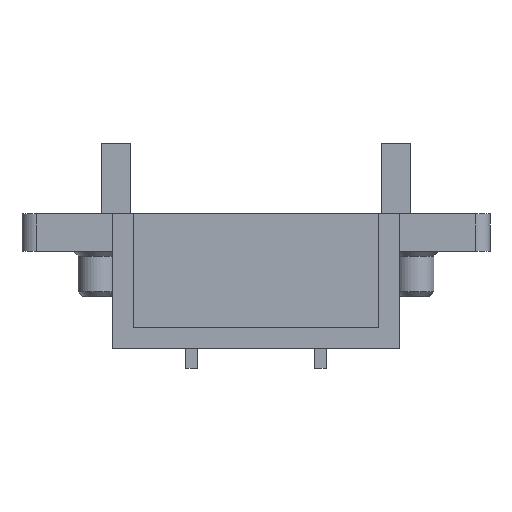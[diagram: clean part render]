
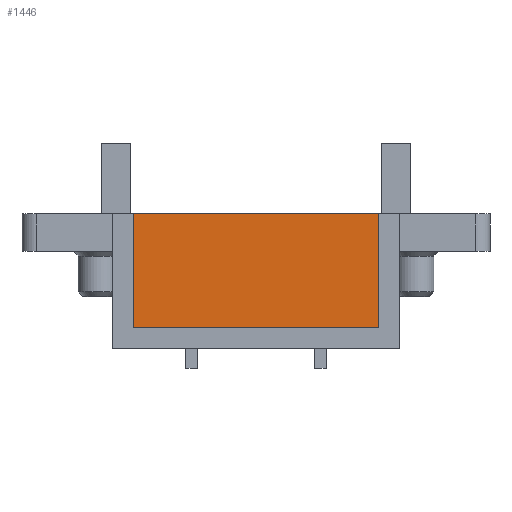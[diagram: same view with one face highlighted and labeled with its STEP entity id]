
A CAD part, front view. The second image highlights one B-rep face of the part: STEP entity #1446.
In plain terms, the highlighted planar face has unit normal (0, -1, 0).
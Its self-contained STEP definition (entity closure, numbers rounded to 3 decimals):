
#54=PLANE('',#1571);
#138=FACE_OUTER_BOUND('',#233,.T.);
#233=EDGE_LOOP('',(#1100,#1101,#1102,#1103));
#339=LINE('',#2198,#489);
#341=LINE('',#2212,#491);
#344=LINE('',#2218,#494);
#345=LINE('',#2219,#495);
#489=VECTOR('',#1775,10.);
#491=VECTOR('',#1789,10.);
#494=VECTOR('',#1794,10.);
#495=VECTOR('',#1795,10.);
#709=VERTEX_POINT('',#2195);
#710=VERTEX_POINT('',#2197);
#716=VERTEX_POINT('',#2211);
#718=VERTEX_POINT('',#2217);
#855=EDGE_CURVE('',#710,#709,#339,.T.);
#862=EDGE_CURVE('',#716,#710,#341,.T.);
#865=EDGE_CURVE('',#718,#709,#344,.T.);
#866=EDGE_CURVE('',#716,#718,#345,.T.);
#1100=ORIENTED_EDGE('',*,*,#855,.T.);
#1101=ORIENTED_EDGE('',*,*,#865,.F.);
#1102=ORIENTED_EDGE('',*,*,#866,.F.);
#1103=ORIENTED_EDGE('',*,*,#862,.T.);
#1446=ADVANCED_FACE('',(#138),#54,.F.);
#1571=AXIS2_PLACEMENT_3D('',#2216,#1792,#1793);
#1775=DIRECTION('',(1.,0.,0.));
#1789=DIRECTION('',(0.,0.,-1.));
#1792=DIRECTION('center_axis',(0.,1.,0.));
#1793=DIRECTION('ref_axis',(1.,0.,0.));
#1794=DIRECTION('',(0.,0.,-1.));
#1795=DIRECTION('',(1.,0.,0.));
#2195=CARTESIAN_POINT('',(21.,-39.,-19.5));
#2197=CARTESIAN_POINT('',(-21.,-39.,-19.5));
#2198=CARTESIAN_POINT('',(-10.5,-39.,-19.5));
#2211=CARTESIAN_POINT('',(-21.,-39.,0.));
#2212=CARTESIAN_POINT('',(-21.,-39.,0.));
#2216=CARTESIAN_POINT('Origin',(-21.,-39.,0.));
#2217=CARTESIAN_POINT('',(21.,-39.,0.));
#2218=CARTESIAN_POINT('',(21.,-39.,0.));
#2219=CARTESIAN_POINT('',(-10.5,-39.,0.));
